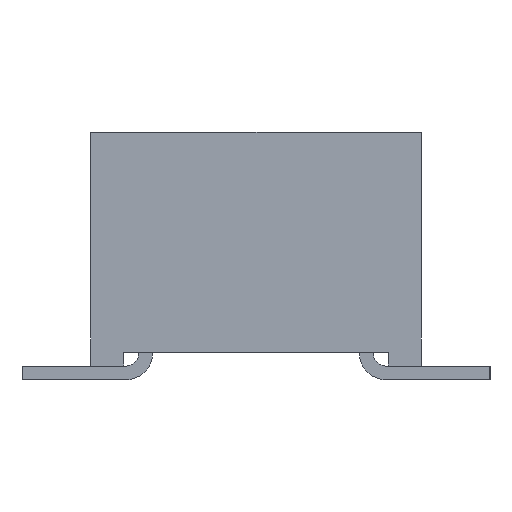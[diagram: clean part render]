
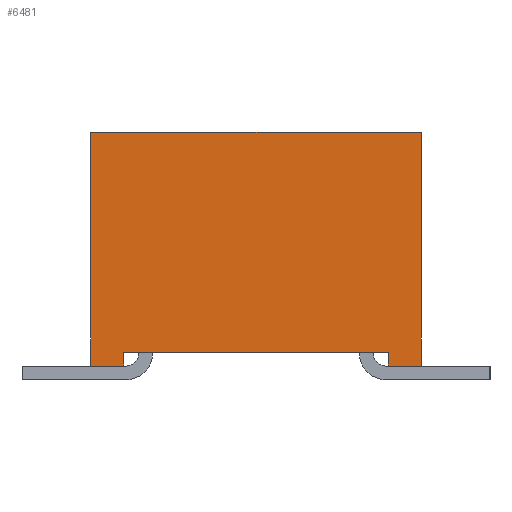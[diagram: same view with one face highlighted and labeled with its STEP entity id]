
A CAD part, left-side view. The second image highlights one B-rep face of the part: STEP entity #6481.
In plain terms, the highlighted planar face has unit normal (-1, 0, 0).
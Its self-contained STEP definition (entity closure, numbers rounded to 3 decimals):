
#6481 = ADVANCED_FACE('',(#6482),#6548,.F.);
#6482 = FACE_BOUND('',#6483,.T.);
#6483 = EDGE_LOOP('',(#6484,#6494,#6502,#6510,#6518,#6526,#6534,#6542));
#6484 = ORIENTED_EDGE('',*,*,#6485,.T.);
#6485 = EDGE_CURVE('',#6486,#6488,#6490,.T.);
#6486 = VERTEX_POINT('',#6487);
#6487 = CARTESIAN_POINT('',(-15.456,-1.219,0.277));
#6488 = VERTEX_POINT('',#6489);
#6489 = CARTESIAN_POINT('',(-15.456,-1.219,0.15));
#6490 = LINE('',#6491,#6492);
#6491 = CARTESIAN_POINT('',(-15.456,-1.219,0.277));
#6492 = VECTOR('',#6493,1.);
#6493 = DIRECTION('',(0.,0.,-1.));
#6494 = ORIENTED_EDGE('',*,*,#6495,.T.);
#6495 = EDGE_CURVE('',#6488,#6496,#6498,.T.);
#6496 = VERTEX_POINT('',#6497);
#6497 = CARTESIAN_POINT('',(-15.456,-1.524,0.15));
#6498 = LINE('',#6499,#6500);
#6499 = CARTESIAN_POINT('',(-15.456,1.524,0.15));
#6500 = VECTOR('',#6501,1.);
#6501 = DIRECTION('',(0.,-1.,0.));
#6502 = ORIENTED_EDGE('',*,*,#6503,.F.);
#6503 = EDGE_CURVE('',#6504,#6496,#6506,.T.);
#6504 = VERTEX_POINT('',#6505);
#6505 = CARTESIAN_POINT('',(-15.456,-1.524,2.309));
#6506 = LINE('',#6507,#6508);
#6507 = CARTESIAN_POINT('',(-15.456,-1.524,2.309));
#6508 = VECTOR('',#6509,1.);
#6509 = DIRECTION('',(0.,0.,-1.));
#6510 = ORIENTED_EDGE('',*,*,#6511,.F.);
#6511 = EDGE_CURVE('',#6512,#6504,#6514,.T.);
#6512 = VERTEX_POINT('',#6513);
#6513 = CARTESIAN_POINT('',(-15.456,1.524,2.309));
#6514 = LINE('',#6515,#6516);
#6515 = CARTESIAN_POINT('',(-15.456,1.524,2.309));
#6516 = VECTOR('',#6517,1.);
#6517 = DIRECTION('',(0.,-1.,0.));
#6518 = ORIENTED_EDGE('',*,*,#6519,.T.);
#6519 = EDGE_CURVE('',#6512,#6520,#6522,.T.);
#6520 = VERTEX_POINT('',#6521);
#6521 = CARTESIAN_POINT('',(-15.456,1.524,0.15));
#6522 = LINE('',#6523,#6524);
#6523 = CARTESIAN_POINT('',(-15.456,1.524,2.309));
#6524 = VECTOR('',#6525,1.);
#6525 = DIRECTION('',(0.,0.,-1.));
#6526 = ORIENTED_EDGE('',*,*,#6527,.T.);
#6527 = EDGE_CURVE('',#6520,#6528,#6530,.T.);
#6528 = VERTEX_POINT('',#6529);
#6529 = CARTESIAN_POINT('',(-15.456,1.219,0.15));
#6530 = LINE('',#6531,#6532);
#6531 = CARTESIAN_POINT('',(-15.456,1.524,0.15));
#6532 = VECTOR('',#6533,1.);
#6533 = DIRECTION('',(0.,-1.,0.));
#6534 = ORIENTED_EDGE('',*,*,#6535,.T.);
#6535 = EDGE_CURVE('',#6528,#6536,#6538,.T.);
#6536 = VERTEX_POINT('',#6537);
#6537 = CARTESIAN_POINT('',(-15.456,1.219,0.277));
#6538 = LINE('',#6539,#6540);
#6539 = CARTESIAN_POINT('',(-15.456,1.219,0.023));
#6540 = VECTOR('',#6541,1.);
#6541 = DIRECTION('',(0.,0.,1.));
#6542 = ORIENTED_EDGE('',*,*,#6543,.T.);
#6543 = EDGE_CURVE('',#6536,#6486,#6544,.T.);
#6544 = LINE('',#6545,#6546);
#6545 = CARTESIAN_POINT('',(-15.456,1.219,0.277));
#6546 = VECTOR('',#6547,1.);
#6547 = DIRECTION('',(0.,-1.,0.));
#6548 = PLANE('',#6549);
#6549 = AXIS2_PLACEMENT_3D('',#6550,#6551,#6552);
#6550 = CARTESIAN_POINT('',(-15.456,1.524,2.309));
#6551 = DIRECTION('',(1.,0.,0.));
#6552 = DIRECTION('',(0.,1.,0.));
